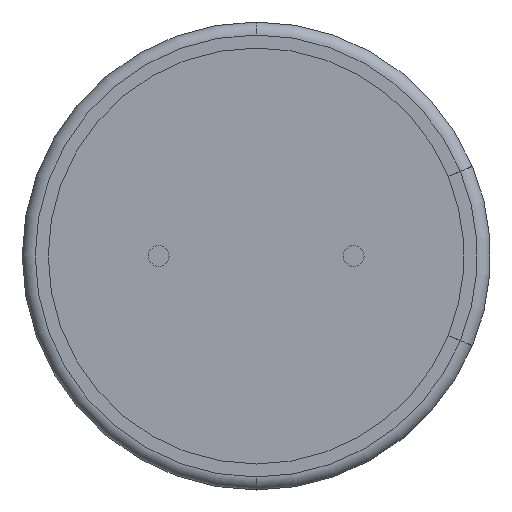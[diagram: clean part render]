
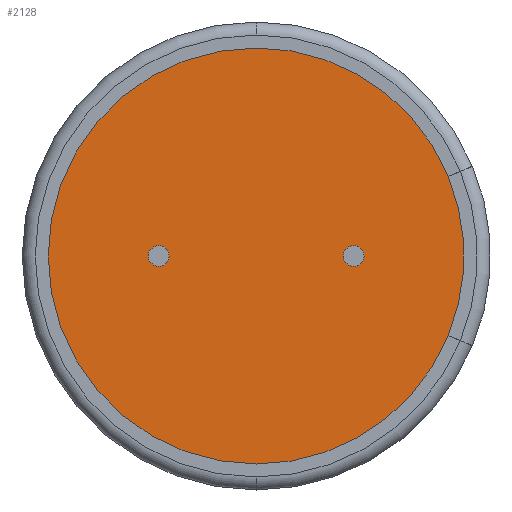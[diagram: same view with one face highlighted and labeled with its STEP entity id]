
A CAD part, front view. The second image highlights one B-rep face of the part: STEP entity #2128.
In plain terms, the highlighted planar face has unit normal (0, -1, 0).
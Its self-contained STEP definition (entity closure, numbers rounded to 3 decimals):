
#16 = CIRCLE ( 'NONE', #1142, 0.4 ) ;
#17 = VERTEX_POINT ( 'NONE', #1930 ) ;
#104 = FACE_BOUND ( 'NONE', #1734, .T. ) ;
#135 = DIRECTION ( 'NONE',  ( 0., -1., 0. ) ) ;
#161 = CIRCLE ( 'NONE', #917, 0.4 ) ;
#175 = CARTESIAN_POINT ( 'NONE',  ( 3.75, 0.3, 0. ) ) ;
#185 = VERTEX_POINT ( 'NONE', #632 ) ;
#196 = CARTESIAN_POINT ( 'NONE',  ( 0., 0.3, 0. ) ) ;
#214 = DIRECTION ( 'NONE',  ( -0.924, 0., -0.383 ) ) ;
#229 = CARTESIAN_POINT ( 'NONE',  ( 7.381, 0.3, -3.061 ) ) ;
#233 = CARTESIAN_POINT ( 'NONE',  ( 3.75, 0.3, 0. ) ) ;
#316 = VECTOR ( 'NONE', #1563, 1000. ) ;
#322 = ORIENTED_EDGE ( 'NONE', *, *, #323, .F. ) ;
#323 = EDGE_CURVE ( 'NONE', #578, #596, #1339, .T. ) ;
#338 = ORIENTED_EDGE ( 'NONE', *, *, #558, .F. ) ;
#359 = DIRECTION ( 'NONE',  ( 0., 0., 1. ) ) ;
#361 = CARTESIAN_POINT ( 'NONE',  ( 7.39, 0.3, 3.065 ) ) ;
#366 = LINE ( 'NONE', #1031, #316 ) ;
#379 = DIRECTION ( 'NONE',  ( 0., 0., -1. ) ) ;
#416 = DIRECTION ( 'NONE',  ( 0., 0., 1. ) ) ;
#425 = VERTEX_POINT ( 'NONE', #229 ) ;
#512 = CIRCLE ( 'NONE', #724, 8. ) ;
#519 = EDGE_CURVE ( 'NONE', #2155, #17, #790, .T. ) ;
#551 = AXIS2_PLACEMENT_3D ( 'NONE', #1025, #1018, #1149 ) ;
#558 = EDGE_CURVE ( 'NONE', #1521, #185, #1810, .T. ) ;
#562 = CARTESIAN_POINT ( 'NONE',  ( 3.75, 0.3, -0.4 ) ) ;
#568 = CARTESIAN_POINT ( 'NONE',  ( 0., 0.3, 8. ) ) ;
#578 = VERTEX_POINT ( 'NONE', #361 ) ;
#596 = VERTEX_POINT ( 'NONE', #1477 ) ;
#614 = CIRCLE ( 'NONE', #1493, 0.4 ) ;
#632 = CARTESIAN_POINT ( 'NONE',  ( -3.75, 0.3, -0.4 ) ) ;
#641 = DIRECTION ( 'NONE',  ( 0., -1., 0. ) ) ;
#700 = PLANE ( 'NONE',  #2130 ) ;
#714 = EDGE_CURVE ( 'NONE', #17, #2123, #512, .T. ) ;
#724 = AXIS2_PLACEMENT_3D ( 'NONE', #981, #641, #1837 ) ;
#740 = CIRCLE ( 'NONE', #1756, 8. ) ;
#773 = CARTESIAN_POINT ( 'NONE',  ( -3.75, 0.3, 0. ) ) ;
#781 = DIRECTION ( 'NONE',  ( 0., 0., -1. ) ) ;
#783 = ORIENTED_EDGE ( 'NONE', *, *, #1099, .T. ) ;
#790 = CIRCLE ( 'NONE', #551, 8. ) ;
#818 = DIRECTION ( 'NONE',  ( 0., -1., 0. ) ) ;
#827 = CARTESIAN_POINT ( 'NONE',  ( -3.75, 0.3, 0.4 ) ) ;
#864 = EDGE_CURVE ( 'NONE', #1736, #967, #161, .T. ) ;
#917 = AXIS2_PLACEMENT_3D ( 'NONE', #233, #1435, #416 ) ;
#921 = EDGE_CURVE ( 'NONE', #185, #1521, #16, .T. ) ;
#922 = DIRECTION ( 'NONE',  ( 0., -1., 0. ) ) ;
#967 = VERTEX_POINT ( 'NONE', #2146 ) ;
#974 = AXIS2_PLACEMENT_3D ( 'NONE', #1156, #135, #1342 ) ;
#981 = CARTESIAN_POINT ( 'NONE',  ( 0., 0.3, 0. ) ) ;
#984 = CARTESIAN_POINT ( 'NONE',  ( 0., 0.3, 0. ) ) ;
#998 = ORIENTED_EDGE ( 'NONE', *, *, #921, .F. ) ;
#999 = AXIS2_PLACEMENT_3D ( 'NONE', #773, #818, #781 ) ;
#1015 = CIRCLE ( 'NONE', #974, 8. ) ;
#1018 = DIRECTION ( 'NONE',  ( 0., -1., 0. ) ) ;
#1025 = CARTESIAN_POINT ( 'NONE',  ( 0., 0.3, 0. ) ) ;
#1027 = ORIENTED_EDGE ( 'NONE', *, *, #864, .F. ) ;
#1031 = CARTESIAN_POINT ( 'NONE',  ( -0.001, 0.3, -0.004 ) ) ;
#1061 = EDGE_LOOP ( 'NONE', ( #322, #783, #1293, #1248, #1886, #1936 ) ) ;
#1099 = EDGE_CURVE ( 'NONE', #578, #2155, #740, .T. ) ;
#1142 = AXIS2_PLACEMENT_3D ( 'NONE', #1950, #922, #2120 ) ;
#1149 = DIRECTION ( 'NONE',  ( 0., 0., -1. ) ) ;
#1156 = CARTESIAN_POINT ( 'NONE',  ( -0.01, 0.3, 0. ) ) ;
#1162 = DIRECTION ( 'NONE',  ( 0., 0., -1. ) ) ;
#1193 = EDGE_LOOP ( 'NONE', ( #338, #998 ) ) ;
#1248 = ORIENTED_EDGE ( 'NONE', *, *, #714, .T. ) ;
#1293 = ORIENTED_EDGE ( 'NONE', *, *, #519, .T. ) ;
#1339 = LINE ( 'NONE', #1430, #1626 ) ;
#1342 = DIRECTION ( 'NONE',  ( 0., 0., -1. ) ) ;
#1383 = DIRECTION ( 'NONE',  ( 0., -1., 0. ) ) ;
#1400 = DIRECTION ( 'NONE',  ( 0., -1., 0. ) ) ;
#1406 = EDGE_CURVE ( 'NONE', #425, #596, #1015, .T. ) ;
#1430 = CARTESIAN_POINT ( 'NONE',  ( -0.001, 0.3, 0.004 ) ) ;
#1435 = DIRECTION ( 'NONE',  ( 0., -1., 0. ) ) ;
#1477 = CARTESIAN_POINT ( 'NONE',  ( 7.381, 0.3, 3.061 ) ) ;
#1493 = AXIS2_PLACEMENT_3D ( 'NONE', #175, #1383, #359 ) ;
#1521 = VERTEX_POINT ( 'NONE', #827 ) ;
#1563 = DIRECTION ( 'NONE',  ( -0.924, 0., 0.383 ) ) ;
#1623 = ORIENTED_EDGE ( 'NONE', *, *, #1973, .F. ) ;
#1626 = VECTOR ( 'NONE', #214, 1000. ) ;
#1734 = EDGE_LOOP ( 'NONE', ( #1623, #1027 ) ) ;
#1736 = VERTEX_POINT ( 'NONE', #562 ) ;
#1743 = CARTESIAN_POINT ( 'NONE',  ( 7.39, 0.3, -3.065 ) ) ;
#1756 = AXIS2_PLACEMENT_3D ( 'NONE', #984, #2190, #1162 ) ;
#1772 = FACE_BOUND ( 'NONE', #1193, .T. ) ;
#1810 = CIRCLE ( 'NONE', #999, 0.4 ) ;
#1837 = DIRECTION ( 'NONE',  ( 0., 0., -1. ) ) ;
#1886 = ORIENTED_EDGE ( 'NONE', *, *, #2035, .T. ) ;
#1930 = CARTESIAN_POINT ( 'NONE',  ( 0., 0.3, -8. ) ) ;
#1936 = ORIENTED_EDGE ( 'NONE', *, *, #1406, .T. ) ;
#1950 = CARTESIAN_POINT ( 'NONE',  ( -3.75, 0.3, 0. ) ) ;
#1973 = EDGE_CURVE ( 'NONE', #967, #1736, #614, .T. ) ;
#2035 = EDGE_CURVE ( 'NONE', #2123, #425, #366, .T. ) ;
#2118 = FACE_OUTER_BOUND ( 'NONE', #1061, .T. ) ;
#2120 = DIRECTION ( 'NONE',  ( 0., 0., -1. ) ) ;
#2123 = VERTEX_POINT ( 'NONE', #1743 ) ;
#2128 = ADVANCED_FACE ( 'NONE', ( #2118, #104, #1772 ), #700, .T. ) ;
#2130 = AXIS2_PLACEMENT_3D ( 'NONE', #196, #1400, #379 ) ;
#2146 = CARTESIAN_POINT ( 'NONE',  ( 3.75, 0.3, 0.4 ) ) ;
#2155 = VERTEX_POINT ( 'NONE', #568 ) ;
#2190 = DIRECTION ( 'NONE',  ( 0., -1., 0. ) ) ;
